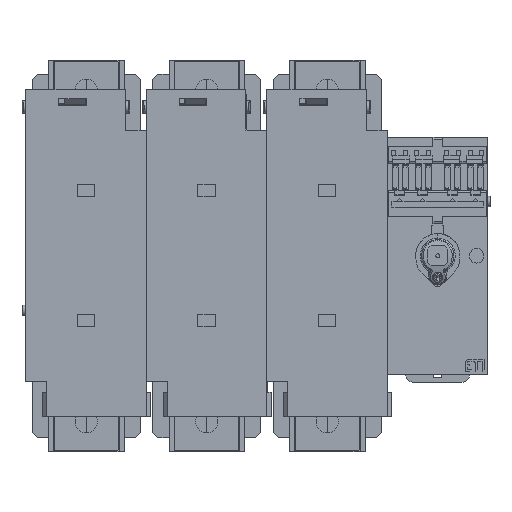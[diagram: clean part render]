
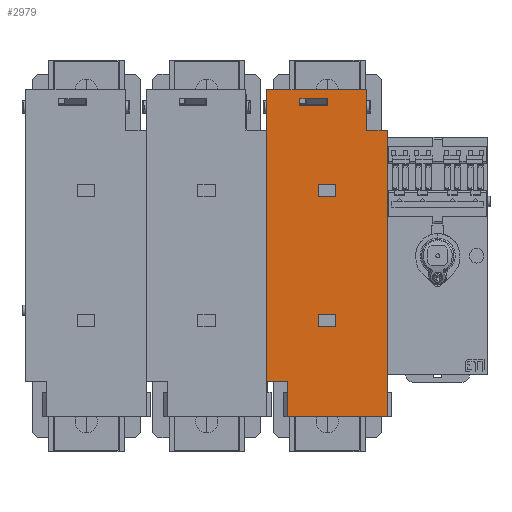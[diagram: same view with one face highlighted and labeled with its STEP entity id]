
A CAD part, top view. The second image highlights one B-rep face of the part: STEP entity #2979.
In plain terms, the highlighted planar face has unit normal (0, 0, 1).
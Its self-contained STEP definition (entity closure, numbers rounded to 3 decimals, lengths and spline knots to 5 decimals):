
#196=DIRECTION('',(1.,0.,0.));
#197=VECTOR('',#196,0.0135);
#198=CARTESIAN_POINT('',(-0.0686,0.078,0.1458));
#199=LINE('',#198,#197);
#203=DIRECTION('',(0.,1.,0.));
#204=VECTOR('',#203,0.1425);
#205=CARTESIAN_POINT('',(-0.0251,-0.08,0.1458));
#206=LINE('',#205,#204);
#210=DIRECTION('',(0.,-1.,0.));
#211=VECTOR('',#210,0.145);
#212=CARTESIAN_POINT('',(-0.0851,0.0825,0.1458));
#213=LINE('',#212,#211);
#217=DIRECTION('',(0.,1.,0.));
#218=VECTOR('',#217,0.006);
#219=CARTESIAN_POINT('',(-0.05075,0.0295,0.1458));
#220=LINE('',#219,#218);
#231=DIRECTION('',(1.,0.,0.));
#232=VECTOR('',#231,0.0087);
#233=CARTESIAN_POINT('',(-0.05945,0.0295,0.1458));
#234=LINE('',#233,#232);
#252=DIRECTION('',(0.,-1.,0.));
#253=VECTOR('',#252,0.006);
#254=CARTESIAN_POINT('',(-0.05945,0.0355,0.1458));
#255=LINE('',#254,#253);
#266=DIRECTION('',(-1.,0.,0.));
#267=VECTOR('',#266,0.0087);
#268=CARTESIAN_POINT('',(-0.05075,0.0355,0.1458));
#269=LINE('',#268,#267);
#407=DIRECTION('',(-1.,0.,0.));
#408=VECTOR('',#407,0.0087);
#409=CARTESIAN_POINT('',(-0.05075,-0.0295,0.1458));
#410=LINE('',#409,#408);
#421=DIRECTION('',(0.,1.,0.));
#422=VECTOR('',#421,0.006);
#423=CARTESIAN_POINT('',(-0.05075,-0.0355,0.1458));
#424=LINE('',#423,#422);
#428=DIRECTION('',(1.,0.,0.));
#429=VECTOR('',#428,0.0087);
#430=CARTESIAN_POINT('',(-0.05945,-0.0355,0.1458));
#431=LINE('',#430,#429);
#449=DIRECTION('',(0.,-1.,0.));
#450=VECTOR('',#449,0.006);
#451=CARTESIAN_POINT('',(-0.05945,-0.0295,0.1458));
#452=LINE('',#451,#450);
#590=DIRECTION('',(0.,-1.,0.));
#591=VECTOR('',#590,0.0035);
#592=CARTESIAN_POINT('',(-0.0686,0.078,0.1458));
#593=LINE('',#592,#591);
#618=DIRECTION('',(1.,0.,0.));
#619=VECTOR('',#618,0.0135);
#620=CARTESIAN_POINT('',(-0.0686,0.0745,0.1458));
#621=LINE('',#620,#619);
#632=DIRECTION('',(0.,1.,0.));
#633=VECTOR('',#632,0.0035);
#634=CARTESIAN_POINT('',(-0.0551,0.0745,0.1458));
#635=LINE('',#634,#633);
#919=DIRECTION('',(1.,0.,0.));
#920=VECTOR('',#919,0.0104);
#921=CARTESIAN_POINT('',(-0.0355,0.0625,0.1458));
#922=LINE('',#921,#920);
#968=DIRECTION('',(0.,-1.,0.));
#969=VECTOR('',#968,0.02);
#970=CARTESIAN_POINT('',(-0.0355,0.0825,0.1458));
#971=LINE('',#970,#969);
#1455=DIRECTION('',(1.,0.,0.));
#1456=VECTOR('',#1455,0.0496);
#1457=CARTESIAN_POINT('',(-0.0851,0.0825,0.1458));
#1458=LINE('',#1457,#1456);
#1749=DIRECTION('',(-1.,0.,0.));
#1750=VECTOR('',#1749,0.0496);
#1751=CARTESIAN_POINT('',(-0.0251,-0.08,0.1458));
#1752=LINE('',#1751,#1750);
#2198=DIRECTION('',(0.,1.,0.));
#2199=VECTOR('',#2198,0.0175);
#2200=CARTESIAN_POINT('',(-0.0747,-0.08,0.1458));
#2201=LINE('',#2200,#2199);
#2226=DIRECTION('',(-1.,0.,0.));
#2227=VECTOR('',#2226,0.0104);
#2228=CARTESIAN_POINT('',(-0.0747,-0.0625,0.1458));
#2229=LINE('',#2228,#2227);
#2489=CARTESIAN_POINT('',(-0.0551,0.0745,0.1458));
#2491=VERTEX_POINT('',#2489);
#2493=CARTESIAN_POINT('',(-0.05945,-0.0295,0.1458));
#2494=VERTEX_POINT('',#2493);
#2515=CARTESIAN_POINT('',(-0.0686,0.078,0.1458));
#2516=CARTESIAN_POINT('',(-0.0686,0.0745,0.1458));
#2517=VERTEX_POINT('',#2515);
#2518=VERTEX_POINT('',#2516);
#2519=CARTESIAN_POINT('',(-0.0551,0.078,0.1458));
#2520=VERTEX_POINT('',#2519);
#2521=CARTESIAN_POINT('',(-0.0355,0.0625,0.1458));
#2522=CARTESIAN_POINT('',(-0.0251,0.0625,0.1458));
#2523=VERTEX_POINT('',#2521);
#2524=VERTEX_POINT('',#2522);
#2551=CARTESIAN_POINT('',(-0.0747,-0.08,0.1458));
#2553=VERTEX_POINT('',#2551);
#2602=CARTESIAN_POINT('',(-0.05945,0.0355,0.1458));
#2604=VERTEX_POINT('',#2602);
#2605=CARTESIAN_POINT('',(-0.05945,0.0295,0.1458));
#2606=VERTEX_POINT('',#2605);
#2625=CARTESIAN_POINT('',(-0.0355,0.0825,0.1458));
#2626=VERTEX_POINT('',#2625);
#2627=CARTESIAN_POINT('',(-0.0851,0.0825,0.1458));
#2628=VERTEX_POINT('',#2627);
#2708=CARTESIAN_POINT('',(-0.05075,0.0355,0.1458));
#2709=VERTEX_POINT('',#2708);
#2710=CARTESIAN_POINT('',(-0.05075,0.0295,0.1458));
#2711=VERTEX_POINT('',#2710);
#2714=CARTESIAN_POINT('',(-0.0851,-0.0625,0.1458));
#2715=VERTEX_POINT('',#2714);
#2760=CARTESIAN_POINT('',(-0.0251,-0.08,0.1458));
#2761=VERTEX_POINT('',#2760);
#2762=CARTESIAN_POINT('',(-0.0747,-0.0625,0.1458));
#2763=VERTEX_POINT('',#2762);
#2771=CARTESIAN_POINT('',(-0.05075,-0.0355,0.1458));
#2773=VERTEX_POINT('',#2771);
#2788=CARTESIAN_POINT('',(-0.05075,-0.0295,0.1458));
#2789=VERTEX_POINT('',#2788);
#2792=CARTESIAN_POINT('',(-0.05945,-0.0355,0.1458));
#2793=VERTEX_POINT('',#2792);
#2927=CARTESIAN_POINT('',(-0.0846,0.082,0.1458));
#2928=DIRECTION('',(0.,0.,1.));
#2929=DIRECTION('',(1.,0.,0.));
#2930=AXIS2_PLACEMENT_3D('',#2927,#2928,#2929);
#2931=PLANE('',#2930);
#2933=ORIENTED_EDGE('',*,*,#2932,.T.);
#2935=ORIENTED_EDGE('',*,*,#2934,.T.);
#2937=ORIENTED_EDGE('',*,*,#2936,.F.);
#2939=ORIENTED_EDGE('',*,*,#2938,.T.);
#2941=ORIENTED_EDGE('',*,*,#2940,.T.);
#2943=ORIENTED_EDGE('',*,*,#2942,.T.);
#2944=ORIENTED_EDGE('',*,*,#2874,.F.);
#2946=ORIENTED_EDGE('',*,*,#2945,.T.);
#2947=EDGE_LOOP('',(#2933,#2935,#2937,#2939,#2941,#2943,#2944,#2946));
#2948=FACE_OUTER_BOUND('',#2947,.F.);
#2950=ORIENTED_EDGE('',*,*,#2949,.T.);
#2952=ORIENTED_EDGE('',*,*,#2951,.T.);
#2954=ORIENTED_EDGE('',*,*,#2953,.T.);
#2956=ORIENTED_EDGE('',*,*,#2955,.T.);
#2957=EDGE_LOOP('',(#2950,#2952,#2954,#2956));
#2958=FACE_BOUND('',#2957,.F.);
#2960=ORIENTED_EDGE('',*,*,#2959,.T.);
#2962=ORIENTED_EDGE('',*,*,#2961,.T.);
#2964=ORIENTED_EDGE('',*,*,#2963,.T.);
#2966=ORIENTED_EDGE('',*,*,#2965,.F.);
#2967=EDGE_LOOP('',(#2960,#2962,#2964,#2966));
#2968=FACE_BOUND('',#2967,.F.);
#2970=ORIENTED_EDGE('',*,*,#2969,.T.);
#2972=ORIENTED_EDGE('',*,*,#2971,.T.);
#2974=ORIENTED_EDGE('',*,*,#2973,.T.);
#2976=ORIENTED_EDGE('',*,*,#2975,.T.);
#2977=EDGE_LOOP('',(#2970,#2972,#2974,#2976));
#2978=FACE_BOUND('',#2977,.F.);
#2874=EDGE_CURVE('',#2628,#2715,#213,.T.);
#2932=EDGE_CURVE('',#2626,#2523,#971,.T.);
#2934=EDGE_CURVE('',#2523,#2524,#922,.T.);
#2936=EDGE_CURVE('',#2761,#2524,#206,.T.);
#2938=EDGE_CURVE('',#2761,#2553,#1752,.T.);
#2940=EDGE_CURVE('',#2553,#2763,#2201,.T.);
#2942=EDGE_CURVE('',#2763,#2715,#2229,.T.);
#2945=EDGE_CURVE('',#2628,#2626,#1458,.T.);
#2949=EDGE_CURVE('',#2773,#2789,#424,.T.);
#2951=EDGE_CURVE('',#2789,#2494,#410,.T.);
#2953=EDGE_CURVE('',#2494,#2793,#452,.T.);
#2955=EDGE_CURVE('',#2793,#2773,#431,.T.);
#2959=EDGE_CURVE('',#2517,#2518,#593,.T.);
#2961=EDGE_CURVE('',#2518,#2491,#621,.T.);
#2963=EDGE_CURVE('',#2491,#2520,#635,.T.);
#2965=EDGE_CURVE('',#2517,#2520,#199,.T.);
#2969=EDGE_CURVE('',#2711,#2709,#220,.T.);
#2971=EDGE_CURVE('',#2709,#2604,#269,.T.);
#2973=EDGE_CURVE('',#2604,#2606,#255,.T.);
#2975=EDGE_CURVE('',#2606,#2711,#234,.T.);
#2979=ADVANCED_FACE('',(#2948,#2958,#2968,#2978),#2931,.T.);
